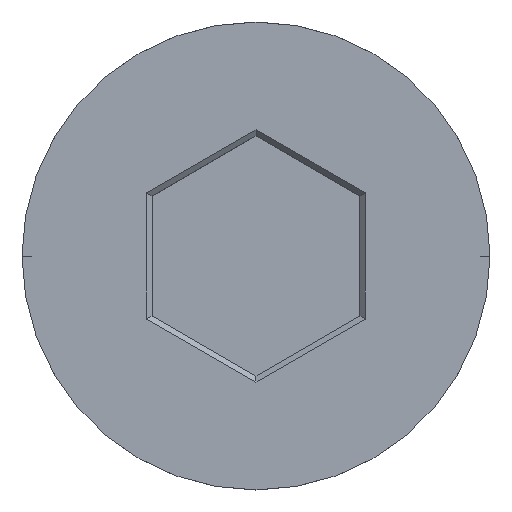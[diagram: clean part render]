
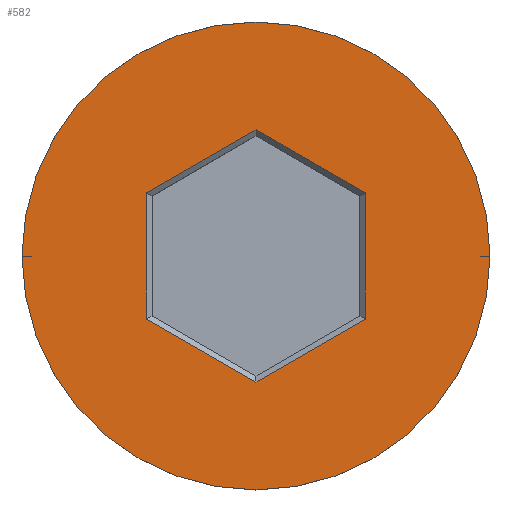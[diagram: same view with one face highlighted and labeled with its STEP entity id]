
A CAD part, top view. The second image highlights one B-rep face of the part: STEP entity #582.
In plain terms, the highlighted planar face has unit normal (0, 0, 1).
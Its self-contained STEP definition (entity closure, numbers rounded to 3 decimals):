
#27 = ORIENTED_EDGE ( 'NONE', *, *, #1408, .T. ) ;
#34 = EDGE_CURVE ( 'NONE', #655, #1029, #345, .T. ) ;
#36 = DIRECTION ( 'NONE',  ( -0.866, 0.5, 0. ) ) ;
#51 = PLANE ( 'NONE',  #158 ) ;
#60 = VECTOR ( 'NONE', #459, 1000. ) ;
#83 = AXIS2_PLACEMENT_3D ( 'NONE', #885, #317, #862 ) ;
#87 = ORIENTED_EDGE ( 'NONE', *, *, #100, .T. ) ;
#100 = EDGE_CURVE ( 'NONE', #978, #1550, #1481, .T. ) ;
#108 = CARTESIAN_POINT ( 'NONE',  ( 2.1, -1.155, 0. ) ) ;
#109 = EDGE_CURVE ( 'NONE', #1550, #978, #485, .T. ) ;
#158 = AXIS2_PLACEMENT_3D ( 'NONE', #1384, #161, #1252 ) ;
#160 = CARTESIAN_POINT ( 'NONE',  ( 2.1, -1.212, 0. ) ) ;
#161 = DIRECTION ( 'NONE',  ( 0., 0., 1. ) ) ;
#188 = CARTESIAN_POINT ( 'NONE',  ( -4.5, 0., 0. ) ) ;
#201 = EDGE_CURVE ( 'NONE', #936, #320, #1089, .T. ) ;
#276 = FACE_OUTER_BOUND ( 'NONE', #1121, .T. ) ;
#317 = DIRECTION ( 'NONE',  ( 0., 0., 1. ) ) ;
#320 = VERTEX_POINT ( 'NONE', #687 ) ;
#337 = CARTESIAN_POINT ( 'NONE',  ( -0.05, 2.396, 0. ) ) ;
#345 = LINE ( 'NONE', #839, #565 ) ;
#401 = CARTESIAN_POINT ( 'NONE',  ( -2.05, -1.241, 0. ) ) ;
#404 = EDGE_CURVE ( 'NONE', #545, #655, #1454, .T. ) ;
#405 = CARTESIAN_POINT ( 'NONE',  ( -2.1, 1.155, 0. ) ) ;
#422 = EDGE_CURVE ( 'NONE', #320, #545, #523, .T. ) ;
#459 = DIRECTION ( 'NONE',  ( 0., -1., 0. ) ) ;
#485 = CIRCLE ( 'NONE', #83, 4.5 ) ;
#495 = DIRECTION ( 'NONE',  ( 0.866, -0.5, 0. ) ) ;
#501 = FACE_BOUND ( 'NONE', #1288, .T. ) ;
#523 = LINE ( 'NONE', #405, #644 ) ;
#545 = VERTEX_POINT ( 'NONE', #781 ) ;
#565 = VECTOR ( 'NONE', #495, 1000. ) ;
#582 = ADVANCED_FACE ( 'NONE', ( #501, #276 ), #51, .T. ) ;
#610 = DIRECTION ( 'NONE',  ( 0., 1., 0. ) ) ;
#620 = ORIENTED_EDGE ( 'NONE', *, *, #201, .T. ) ;
#634 = DIRECTION ( 'NONE',  ( 0., 0., 1. ) ) ;
#644 = VECTOR ( 'NONE', #610, 1000. ) ;
#655 = VERTEX_POINT ( 'NONE', #1356 ) ;
#687 = CARTESIAN_POINT ( 'NONE',  ( -2.1, -1.212, 0. ) ) ;
#714 = EDGE_CURVE ( 'NONE', #1029, #1385, #1044, .T. ) ;
#769 = AXIS2_PLACEMENT_3D ( 'NONE', #1254, #634, #1515 ) ;
#781 = CARTESIAN_POINT ( 'NONE',  ( -2.1, 1.212, 0. ) ) ;
#831 = DIRECTION ( 'NONE',  ( 0.866, 0.5, 0. ) ) ;
#839 = CARTESIAN_POINT ( 'NONE',  ( 2.05, 1.241, 0. ) ) ;
#862 = DIRECTION ( 'NONE',  ( 1., 0., 0. ) ) ;
#885 = CARTESIAN_POINT ( 'NONE',  ( 0., 0., 0. ) ) ;
#907 = VECTOR ( 'NONE', #1501, 1000. ) ;
#936 = VERTEX_POINT ( 'NONE', #1261 ) ;
#978 = VERTEX_POINT ( 'NONE', #188 ) ;
#992 = CARTESIAN_POINT ( 'NONE',  ( 0.05, -2.396, 0. ) ) ;
#1029 = VERTEX_POINT ( 'NONE', #1277 ) ;
#1044 = LINE ( 'NONE', #108, #60 ) ;
#1089 = LINE ( 'NONE', #401, #1535 ) ;
#1121 = EDGE_LOOP ( 'NONE', ( #1330, #87 ) ) ;
#1133 = ORIENTED_EDGE ( 'NONE', *, *, #34, .T. ) ;
#1155 = CARTESIAN_POINT ( 'NONE',  ( 4.5, 0., 0. ) ) ;
#1225 = ORIENTED_EDGE ( 'NONE', *, *, #422, .T. ) ;
#1252 = DIRECTION ( 'NONE',  ( 1., 0., 0. ) ) ;
#1254 = CARTESIAN_POINT ( 'NONE',  ( 0., 0., 0. ) ) ;
#1261 = CARTESIAN_POINT ( 'NONE',  ( 0., -2.425, 0. ) ) ;
#1277 = CARTESIAN_POINT ( 'NONE',  ( 2.1, 1.212, 0. ) ) ;
#1288 = EDGE_LOOP ( 'NONE', ( #1225, #1549, #1133, #1419, #27, #620 ) ) ;
#1330 = ORIENTED_EDGE ( 'NONE', *, *, #109, .T. ) ;
#1356 = CARTESIAN_POINT ( 'NONE',  ( 0., 2.425, 0. ) ) ;
#1372 = LINE ( 'NONE', #992, #907 ) ;
#1384 = CARTESIAN_POINT ( 'NONE',  ( 0., 0., 0. ) ) ;
#1385 = VERTEX_POINT ( 'NONE', #160 ) ;
#1403 = VECTOR ( 'NONE', #831, 1000. ) ;
#1408 = EDGE_CURVE ( 'NONE', #1385, #936, #1372, .T. ) ;
#1419 = ORIENTED_EDGE ( 'NONE', *, *, #714, .T. ) ;
#1454 = LINE ( 'NONE', #337, #1403 ) ;
#1481 = CIRCLE ( 'NONE', #769, 4.5 ) ;
#1501 = DIRECTION ( 'NONE',  ( -0.866, -0.5, 0. ) ) ;
#1515 = DIRECTION ( 'NONE',  ( 1., 0., 0. ) ) ;
#1535 = VECTOR ( 'NONE', #36, 1000. ) ;
#1549 = ORIENTED_EDGE ( 'NONE', *, *, #404, .T. ) ;
#1550 = VERTEX_POINT ( 'NONE', #1155 ) ;
